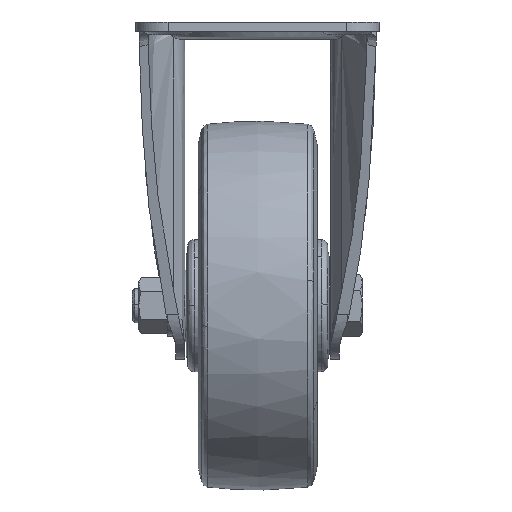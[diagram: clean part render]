
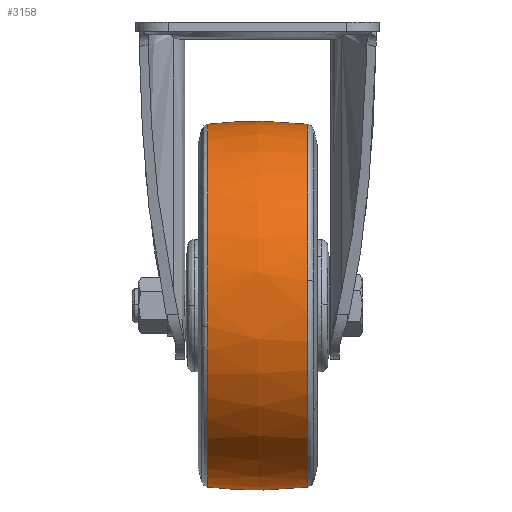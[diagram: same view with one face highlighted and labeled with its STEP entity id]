
A CAD part, left-side view. The second image highlights one B-rep face of the part: STEP entity #3158.
In plain terms, the highlighted free-form (B-spline) face has degree [2, 2] with [5, 7] control points.
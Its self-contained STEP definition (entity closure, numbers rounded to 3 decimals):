
#2848=CARTESIAN_POINT('',(-63.356,-17.579,-91.186));
#2849=VERTEX_POINT('',#2848);
#2850=CARTESIAN_POINT('',(0.0,-17.579,-163.966));
#2851=VERTEX_POINT('',#2850);
#2852=CARTESIAN_POINT('',(-63.356,-17.579,-91.186));
#2853=CARTESIAN_POINT('',(-63.966,-17.579,-95.572));
#2854=CARTESIAN_POINT('',(-63.966,-17.579,-100.));
#2855=CARTESIAN_POINT('',(-63.966,-17.579,-163.966));
#2856=CARTESIAN_POINT('',(0.0,-17.579,-163.966));
#2864=(BOUNDED_CURVE()B_SPLINE_CURVE(2,(#2852,#2853,#2854,#2855,#2856),.UNSPECIFIED.,.F.,.U.)B_SPLINE_CURVE_WITH_KNOTS((3,2,3),(0.726,0.75,1.0),.UNSPECIFIED.)CURVE()GEOMETRIC_REPRESENTATION_ITEM()RATIONAL_B_SPLINE_CURVE((0.95,0.972,1.0,0.707,1.0))REPRESENTATION_ITEM(''));
#2865=EDGE_CURVE('',#2849,#2851,#2864,.T.);
#2943=CARTESIAN_POINT('',(0.0,-17.579,-36.034));
#2944=VERTEX_POINT('',#2943);
#2945=CARTESIAN_POINT('',(0.0,-17.579,-36.034));
#2946=CARTESIAN_POINT('',(-55.684,-17.579,-36.034));
#2947=CARTESIAN_POINT('',(-63.356,-17.579,-91.186));
#2955=(BOUNDED_CURVE()B_SPLINE_CURVE(2,(#2945,#2946,#2947),.UNSPECIFIED.,.F.,.U.)B_SPLINE_CURVE_WITH_KNOTS((3,3),(0.5,0.726),.UNSPECIFIED.)CURVE()GEOMETRIC_REPRESENTATION_ITEM()RATIONAL_B_SPLINE_CURVE((1.0,0.735,0.95))REPRESENTATION_ITEM(''));
#2956=EDGE_CURVE('',#2944,#2849,#2955,.T.);
#3024=CARTESIAN_POINT('',(0.0,17.579,-163.966));
#3025=VERTEX_POINT('',#3024);
#3026=CARTESIAN_POINT('',(0.0,-17.579,-163.966));
#3027=CARTESIAN_POINT('',(0.0,-10.653,-164.784));
#3028=CARTESIAN_POINT('',(0.0,1.109,-165.345));
#3029=CARTESIAN_POINT('',(0.0,12.84,-164.526));
#3030=CARTESIAN_POINT('',(0.0,17.579,-163.966));
#3031=B_SPLINE_CURVE_WITH_KNOTS('',3,(#3026,#3027,#3028,#3029,#3030),.UNSPECIFIED.,.F.,.U.,(4,1,4),(0.,20.924,35.24),.UNSPECIFIED.);
#3032=EDGE_CURVE('',#2851,#3025,#3031,.T.);
#3051=CARTESIAN_POINT('',(0.0,17.579,-36.034));
#3052=VERTEX_POINT('',#3051);
#3066=CARTESIAN_POINT('',(0.0,-17.579,-36.034));
#3067=CARTESIAN_POINT('',(0.0,-12.293,-35.41));
#3068=CARTESIAN_POINT('',(0.0,-0.554,-34.655));
#3069=CARTESIAN_POINT('',(0.0,11.2,-35.281));
#3070=CARTESIAN_POINT('',(0.0,17.579,-36.034));
#3071=B_SPLINE_CURVE_WITH_KNOTS('',3,(#3066,#3067,#3068,#3069,#3070),.UNSPECIFIED.,.F.,.U.,(4,1,4),(0.,15.968,35.24),.UNSPECIFIED.);
#3072=EDGE_CURVE('',#2944,#3052,#3071,.T.);
#3079=CARTESIAN_POINT('',(1.782,-19.349,-36.253));
#3080=CARTESIAN_POINT('',(1.817,-9.715,-35.));
#3081=CARTESIAN_POINT('',(1.817,0.,-35.));
#3082=CARTESIAN_POINT('',(1.817,9.715,-35.));
#3083=CARTESIAN_POINT('',(1.782,19.349,-36.253));
#3084=CARTESIAN_POINT('',(0.896,-19.349,-36.253));
#3085=CARTESIAN_POINT('',(0.914,-9.715,-35.));
#3086=CARTESIAN_POINT('',(0.914,0.,-35.));
#3087=CARTESIAN_POINT('',(0.914,9.715,-35.));
#3088=CARTESIAN_POINT('',(0.896,19.349,-36.253));
#3089=CARTESIAN_POINT('',(-63.747,-19.349,-36.253));
#3090=CARTESIAN_POINT('',(-65.,-9.715,-35.));
#3091=CARTESIAN_POINT('',(-65.,0.,-35.));
#3092=CARTESIAN_POINT('',(-65.,9.715,-35.));
#3093=CARTESIAN_POINT('',(-63.747,19.349,-36.253));
#3094=CARTESIAN_POINT('',(-63.747,-19.349,-100.));
#3095=CARTESIAN_POINT('',(-65.,-9.715,-100.0));
#3096=CARTESIAN_POINT('',(-65.,0.,-100.0));
#3097=CARTESIAN_POINT('',(-65.,9.715,-100.0));
#3098=CARTESIAN_POINT('',(-63.747,19.349,-100.0));
#3099=CARTESIAN_POINT('',(-63.747,-19.349,-163.747));
#3100=CARTESIAN_POINT('',(-65.,-9.715,-165.));
#3101=CARTESIAN_POINT('',(-65.,0.,-165.));
#3102=CARTESIAN_POINT('',(-65.,9.715,-165.));
#3103=CARTESIAN_POINT('',(-63.747,19.349,-163.747));
#3104=CARTESIAN_POINT('',(0.896,-19.349,-163.747));
#3105=CARTESIAN_POINT('',(0.914,-9.715,-165.));
#3106=CARTESIAN_POINT('',(0.914,0.,-165.));
#3107=CARTESIAN_POINT('',(0.914,9.715,-165.));
#3108=CARTESIAN_POINT('',(0.896,19.349,-163.747));
#3109=CARTESIAN_POINT('',(1.782,-19.349,-163.747));
#3110=CARTESIAN_POINT('',(1.817,-9.715,-165.));
#3111=CARTESIAN_POINT('',(1.817,0.,-165.));
#3112=CARTESIAN_POINT('',(1.817,9.715,-165.));
#3113=CARTESIAN_POINT('',(1.782,19.349,-163.747));
#3121=(BOUNDED_SURFACE()B_SPLINE_SURFACE(2,2,((#3079,#3084,#3089,#3094,#3099,#3104,#3109),(#3080,#3085,#3090,#3095,#3100,#3105,#3110),(#3081,#3086,#3091,#3096,#3101,#3106,#3111),(#3082,#3087,#3092,#3097,#3102,#3107,#3112),(#3083,#3088,#3093,#3098,#3103,#3108,#3113)),.UNSPECIFIED.,.F.,.F.,.U.)B_SPLINE_SURFACE_WITH_KNOTS((3,2,3),(3,1,2,1,3),(0.0,19.659,39.318),(0.0,2.154,109.849,217.545,219.699),.UNSPECIFIED.)GEOMETRIC_REPRESENTATION_ITEM()RATIONAL_B_SPLINE_SURFACE(((0.984,0.979,0.688,0.973,0.688,0.979,0.984),(0.996,0.99,0.696,0.984,0.696,0.99,0.996),(1.012,1.006,0.707,1.0,0.707,1.006,1.012),(0.996,0.99,0.696,0.984,0.696,0.99,0.996),(0.984,0.979,0.688,0.973,0.688,0.979,0.984)))REPRESENTATION_ITEM('')SURFACE());
#3122=ORIENTED_EDGE('',*,*,#3032,.F.);
#3123=ORIENTED_EDGE('',*,*,#2865,.F.);
#3124=ORIENTED_EDGE('',*,*,#2956,.F.);
#3125=ORIENTED_EDGE('',*,*,#3072,.T.);
#3126=CARTESIAN_POINT('',(-63.558,17.579,-107.219));
#3127=VERTEX_POINT('',#3126);
#3128=CARTESIAN_POINT('',(0.0,17.579,-36.034));
#3129=CARTESIAN_POINT('',(-63.966,17.579,-36.034));
#3130=CARTESIAN_POINT('',(-63.966,17.579,-100.));
#3131=CARTESIAN_POINT('',(-63.966,17.579,-103.621));
#3132=CARTESIAN_POINT('',(-63.558,17.579,-107.219));
#3140=(BOUNDED_CURVE()B_SPLINE_CURVE(2,(#3128,#3129,#3130,#3131,#3132),.UNSPECIFIED.,.F.,.U.)B_SPLINE_CURVE_WITH_KNOTS((3,2,3),(0.5,0.75,0.77),.UNSPECIFIED.)CURVE()GEOMETRIC_REPRESENTATION_ITEM()RATIONAL_B_SPLINE_CURVE((1.0,0.707,1.0,0.977,0.958))REPRESENTATION_ITEM(''));
#3141=EDGE_CURVE('',#3052,#3127,#3140,.T.);
#3142=ORIENTED_EDGE('',*,*,#3141,.T.);
#3143=CARTESIAN_POINT('',(-63.558,17.579,-107.219));
#3144=CARTESIAN_POINT('',(-57.112,17.579,-163.966));
#3145=CARTESIAN_POINT('',(0.0,17.579,-163.966));
#3153=(BOUNDED_CURVE()B_SPLINE_CURVE(2,(#3143,#3144,#3145),.UNSPECIFIED.,.F.,.U.)B_SPLINE_CURVE_WITH_KNOTS((3,3),(0.77,1.0),.UNSPECIFIED.)CURVE()GEOMETRIC_REPRESENTATION_ITEM()RATIONAL_B_SPLINE_CURVE((0.958,0.73,1.0))REPRESENTATION_ITEM(''));
#3154=EDGE_CURVE('',#3127,#3025,#3153,.T.);
#3155=ORIENTED_EDGE('',*,*,#3154,.T.);
#3156=EDGE_LOOP('',(#3122,#3123,#3124,#3125,#3142,#3155));
#3157=FACE_OUTER_BOUND('',#3156,.T.);
#3158=ADVANCED_FACE('',(#3157),#3121,.T.);
